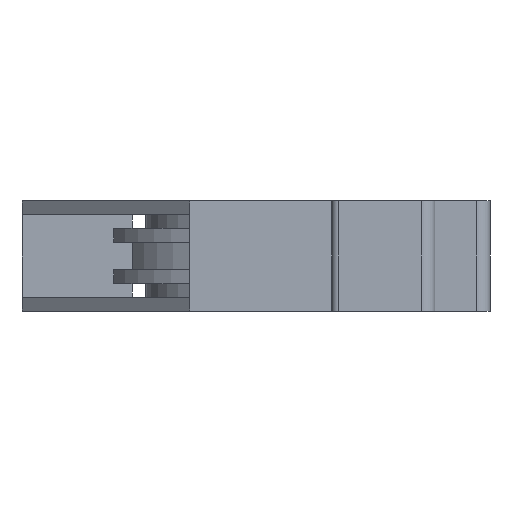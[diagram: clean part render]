
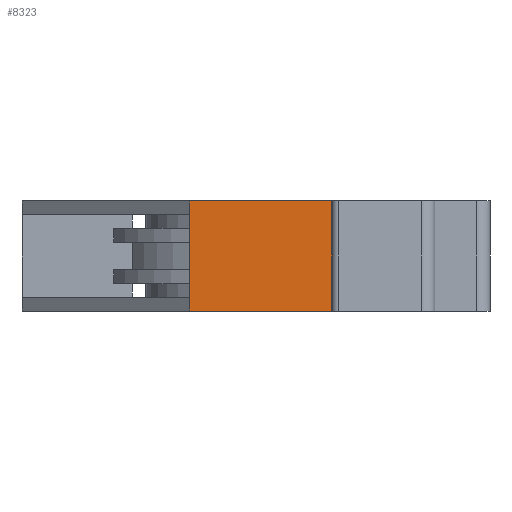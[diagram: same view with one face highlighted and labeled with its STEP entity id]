
A CAD part, left-side view. The second image highlights one B-rep face of the part: STEP entity #8323.
In plain terms, the highlighted planar face has unit normal (-1, 0, 0).
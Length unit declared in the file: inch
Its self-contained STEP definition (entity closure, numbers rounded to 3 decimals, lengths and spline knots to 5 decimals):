
#259=DIRECTION('',(0.,1.,0.));
#260=VECTOR('',#259,0.41654);
#261=CARTESIAN_POINT('',(-0.89173,-0.00709,0.));
#262=LINE('',#261,#260);
#861=DIRECTION('',(0.,1.,0.));
#862=VECTOR('',#861,0.59055);
#863=CARTESIAN_POINT('',(-0.89173,-0.1811,
-0.31496));
#864=LINE('',#863,#862);
#1429=DIRECTION('',(0.,0.,-1.));
#1430=VECTOR('',#1429,0.23622);
#1431=CARTESIAN_POINT('',(-0.89173,-0.1811,
-0.07874));
#1432=LINE('',#1431,#1430);
#1433=DIRECTION('',(0.,0.,-1.));
#1434=VECTOR('',#1433,0.03937);
#1435=CARTESIAN_POINT('',(-0.89173,0.40945,
-0.27559));
#1436=LINE('',#1435,#1434);
#1437=DIRECTION('',(0.,0.,-1.));
#1438=VECTOR('',#1437,0.23622);
#1439=CARTESIAN_POINT('',(-0.89173,0.40945,
-0.03937));
#1440=LINE('',#1439,#1438);
#1441=DIRECTION('',(0.,0.,-1.));
#1442=VECTOR('',#1441,0.03937);
#1443=CARTESIAN_POINT('',(-0.89173,0.40945,0.));
#1444=LINE('',#1443,#1442);
#1445=DIRECTION('',(0.,0.,-1.));
#1446=VECTOR('',#1445,0.07874);
#1447=CARTESIAN_POINT('',(-0.89173,-0.00709,0.));
#1448=LINE('',#1447,#1446);
#1449=DIRECTION('',(0.,-1.,0.));
#1450=VECTOR('',#1449,0.17402);
#1451=CARTESIAN_POINT('',(-0.89173,-0.00709,
-0.07874));
#1452=LINE('',#1451,#1450);
#5490=CARTESIAN_POINT('',(-0.89173,0.40945,0.));
#5491=VERTEX_POINT('',#5490);
#5496=CARTESIAN_POINT('',(-0.89173,0.40945,
-0.31496));
#5498=VERTEX_POINT('',#5496);
#5500=CARTESIAN_POINT('',(-0.89173,0.40945,
-0.03937));
#5501=VERTEX_POINT('',#5500);
#5502=CARTESIAN_POINT('',(-0.89173,0.40945,
-0.27559));
#5503=VERTEX_POINT('',#5502);
#5514=CARTESIAN_POINT('',(-0.89173,-0.00709,0.));
#5515=VERTEX_POINT('',#5514);
#6216=CARTESIAN_POINT('',(-0.89173,-0.1811,
-0.31496));
#6218=VERTEX_POINT('',#6216);
#6220=CARTESIAN_POINT('',(-0.89173,-0.00709,
-0.07874));
#6221=CARTESIAN_POINT('',(-0.89173,-0.1811,
-0.07874));
#6222=VERTEX_POINT('',#6220);
#6223=VERTEX_POINT('',#6221);
#8302=CARTESIAN_POINT('',(-0.89173,-0.2126,0.));
#8303=DIRECTION('',(-1.,0.,0.));
#8304=DIRECTION('',(0.,1.,0.));
#8305=AXIS2_PLACEMENT_3D('',#8302,#8303,#8304);
#8306=PLANE('',#8305);
#8308=ORIENTED_EDGE('',*,*,#8307,.T.);
#8309=ORIENTED_EDGE('',*,*,#7303,.T.);
#8311=ORIENTED_EDGE('',*,*,#8310,.F.);
#8313=ORIENTED_EDGE('',*,*,#8312,.F.);
#8315=ORIENTED_EDGE('',*,*,#8314,.F.);
#8316=ORIENTED_EDGE('',*,*,#6853,.F.);
#8318=ORIENTED_EDGE('',*,*,#8317,.T.);
#8320=ORIENTED_EDGE('',*,*,#8319,.T.);
#8321=EDGE_LOOP('',(#8308,#8309,#8311,#8313,#8315,#8316,#8318,#8320));
#8322=FACE_OUTER_BOUND('',#8321,.F.);
#8323=ADVANCED_FACE('',(#8322),#8306,.T.);
#6853=EDGE_CURVE('',#5515,#5491,#262,.T.);
#7303=EDGE_CURVE('',#6218,#5498,#864,.T.);
#8307=EDGE_CURVE('',#6223,#6218,#1432,.T.);
#8310=EDGE_CURVE('',#5503,#5498,#1436,.T.);
#8312=EDGE_CURVE('',#5501,#5503,#1440,.T.);
#8314=EDGE_CURVE('',#5491,#5501,#1444,.T.);
#8317=EDGE_CURVE('',#5515,#6222,#1448,.T.);
#8319=EDGE_CURVE('',#6222,#6223,#1452,.T.);
